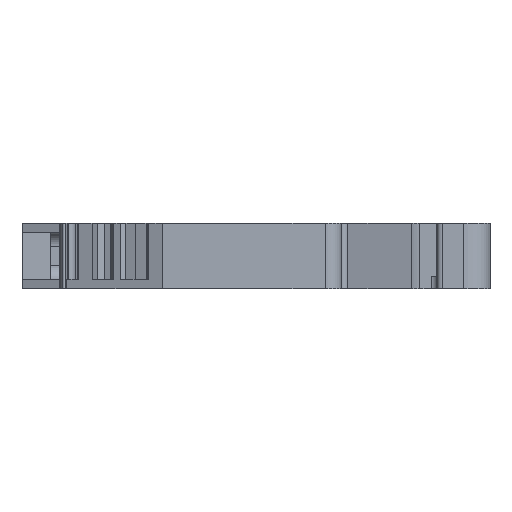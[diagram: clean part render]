
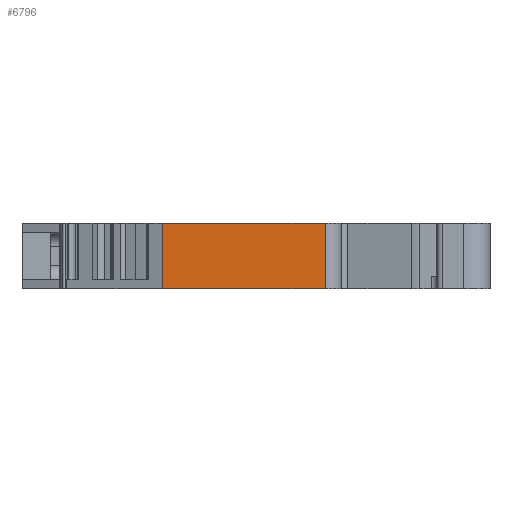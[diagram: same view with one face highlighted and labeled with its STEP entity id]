
A CAD part, left-side view. The second image highlights one B-rep face of the part: STEP entity #6796.
In plain terms, the highlighted planar face has unit normal (-1, 0, 0).
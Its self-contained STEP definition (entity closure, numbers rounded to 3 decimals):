
#486=DIRECTION('',(0.,-1.,0.));
#487=VECTOR('',#486,15.296);
#488=CARTESIAN_POINT('',(-29.,23.796,0.));
#489=LINE('',#488,#487);
#1619=DIRECTION('',(0.,0.,-1.));
#1620=VECTOR('',#1619,6.2);
#1621=CARTESIAN_POINT('',(-29.,8.5,0.));
#1622=LINE('',#1621,#1620);
#1668=DIRECTION('',(0.,0.,1.));
#1669=VECTOR('',#1668,6.2);
#1670=CARTESIAN_POINT('',(-29.,23.796,-6.2));
#1671=LINE('',#1670,#1669);
#2316=DIRECTION('',(0.,1.,0.));
#2317=VECTOR('',#2316,15.296);
#2318=CARTESIAN_POINT('',(-29.,8.5,-6.2));
#2319=LINE('',#2318,#2317);
#4710=CARTESIAN_POINT('',(-29.,8.5,0.));
#4711=VERTEX_POINT('',#4710);
#4712=CARTESIAN_POINT('',(-29.,23.796,0.));
#4713=VERTEX_POINT('',#4712);
#4904=CARTESIAN_POINT('',(-29.,23.796,-6.2));
#4905=VERTEX_POINT('',#4904);
#4906=CARTESIAN_POINT('',(-29.,8.5,-6.2));
#4907=VERTEX_POINT('',#4906);
#6783=CARTESIAN_POINT('',(-29.,8.5,0.));
#6784=DIRECTION('',(1.,0.,0.));
#6785=DIRECTION('',(0.,-1.,0.));
#6786=AXIS2_PLACEMENT_3D('',#6783,#6784,#6785);
#6787=PLANE('',#6786);
#6789=ORIENTED_EDGE('',*,*,#6788,.T.);
#6790=ORIENTED_EDGE('',*,*,#5557,.T.);
#6791=ORIENTED_EDGE('',*,*,#6767,.T.);
#6793=ORIENTED_EDGE('',*,*,#6792,.T.);
#6794=EDGE_LOOP('',(#6789,#6790,#6791,#6793));
#6795=FACE_OUTER_BOUND('',#6794,.F.);
#5557=EDGE_CURVE('',#4713,#4711,#489,.T.);
#6767=EDGE_CURVE('',#4711,#4907,#1622,.T.);
#6788=EDGE_CURVE('',#4905,#4713,#1671,.T.);
#6792=EDGE_CURVE('',#4907,#4905,#2319,.T.);
#6796=ADVANCED_FACE('',(#6795),#6787,.F.);
